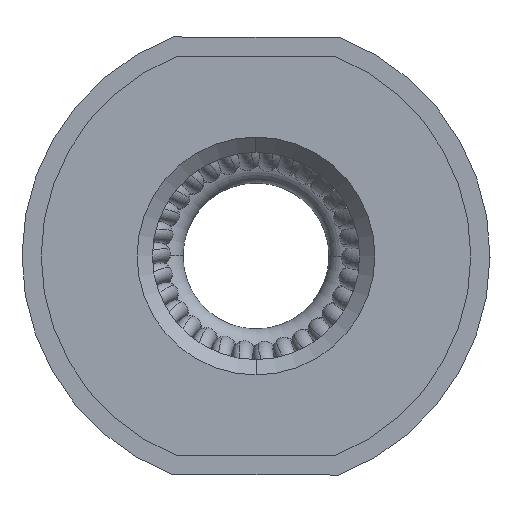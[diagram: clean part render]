
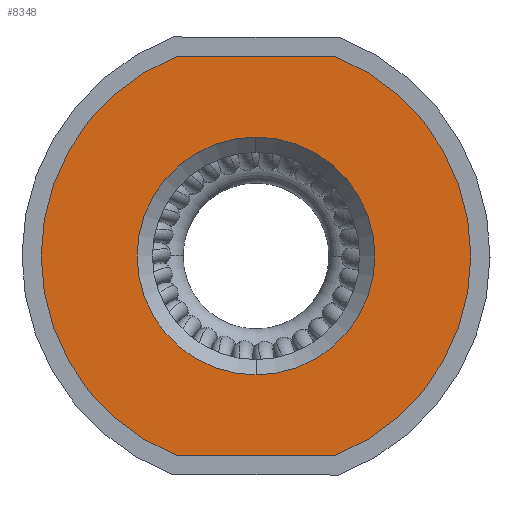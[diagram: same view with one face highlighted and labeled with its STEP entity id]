
A CAD part, front view. The second image highlights one B-rep face of the part: STEP entity #8348.
In plain terms, the highlighted face is planar.
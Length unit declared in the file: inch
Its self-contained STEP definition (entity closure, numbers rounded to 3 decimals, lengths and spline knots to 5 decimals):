
#117 = EDGE_CURVE ( 'NONE', #3074, #3932, #3451, .T. ) ;
#131 = DIRECTION ( 'NONE',  ( 0., 0., -1. ) ) ;
#139 = ORIENTED_EDGE ( 'NONE', *, *, #117, .T. ) ;
#238 = CARTESIAN_POINT ( 'NONE',  ( 0.076, 0., 0. ) ) ;
#279 = CARTESIAN_POINT ( 'NONE',  ( 0.076, 0., 0. ) ) ;
#309 = ORIENTED_EDGE ( 'NONE', *, *, #3614, .T. ) ;
#595 = CIRCLE ( 'NONE', #2117, 0.05599 ) ;
#679 = LINE ( 'NONE', #3729, #1336 ) ;
#894 = CARTESIAN_POINT ( 'NONE',  ( 0.076, -0.02076, -0.052 ) ) ;
#960 = DIRECTION ( 'NONE',  ( 1., 0., 0. ) ) ;
#1336 = VECTOR ( 'NONE', #3782, 39.37008 ) ;
#1350 = VERTEX_POINT ( 'NONE', #894 ) ;
#1874 = VERTEX_POINT ( 'NONE', #6818 ) ;
#2117 = AXIS2_PLACEMENT_3D ( 'NONE', #238, #960, #3162 ) ;
#2127 = DIRECTION ( 'NONE',  ( 0., -1., 0. ) ) ;
#2426 = CIRCLE ( 'NONE', #5940, 0.05599 ) ;
#2560 = DIRECTION ( 'NONE',  ( 0., 0., -1. ) ) ;
#2649 = ORIENTED_EDGE ( 'NONE', *, *, #7649, .T. ) ;
#3074 = VERTEX_POINT ( 'NONE', #5597 ) ;
#3162 = DIRECTION ( 'NONE',  ( 0., 0., -1. ) ) ;
#3208 = DIRECTION ( 'NONE',  ( 0., 0., -1. ) ) ;
#3237 = EDGE_LOOP ( 'NONE', ( #139, #5416 ) ) ;
#3451 = CIRCLE ( 'NONE', #7277, 0.031 ) ;
#3592 = FACE_BOUND ( 'NONE', #3237, .T. ) ;
#3614 = EDGE_CURVE ( 'NONE', #1350, #3684, #679, .T. ) ;
#3684 = VERTEX_POINT ( 'NONE', #7382 ) ;
#3729 = CARTESIAN_POINT ( 'NONE',  ( 0.076, -0.02076, -0.052 ) ) ;
#3782 = DIRECTION ( 'NONE',  ( 0., 1., 0. ) ) ;
#3834 = EDGE_LOOP ( 'NONE', ( #5451, #309, #7004, #2649 ) ) ;
#3932 = VERTEX_POINT ( 'NONE', #9368 ) ;
#4231 = LINE ( 'NONE', #6533, #4664 ) ;
#4664 = VECTOR ( 'NONE', #2127, 39.37008 ) ;
#5416 = ORIENTED_EDGE ( 'NONE', *, *, #8031, .T. ) ;
#5451 = ORIENTED_EDGE ( 'NONE', *, *, #6376, .T. ) ;
#5597 = CARTESIAN_POINT ( 'NONE',  ( 0.076, 0., -0.031 ) ) ;
#5817 = PLANE ( 'NONE',  #6349 ) ;
#5885 = AXIS2_PLACEMENT_3D ( 'NONE', #8989, #7646, #2560 ) ;
#5905 = EDGE_CURVE ( 'NONE', #3684, #7257, #2426, .T. ) ;
#5940 = AXIS2_PLACEMENT_3D ( 'NONE', #8221, #7335, #131 ) ;
#6349 = AXIS2_PLACEMENT_3D ( 'NONE', #7383, #6847, #3208 ) ;
#6376 = EDGE_CURVE ( 'NONE', #1874, #1350, #595, .T. ) ;
#6533 = CARTESIAN_POINT ( 'NONE',  ( 0.076, 0.02076, 0.052 ) ) ;
#6579 = FACE_OUTER_BOUND ( 'NONE', #3834, .T. ) ;
#6818 = CARTESIAN_POINT ( 'NONE',  ( 0.076, -0.02076, 0.052 ) ) ;
#6847 = DIRECTION ( 'NONE',  ( 1., 0., 0. ) ) ;
#6959 = CIRCLE ( 'NONE', #5885, 0.031 ) ;
#6978 = DIRECTION ( 'NONE',  ( 0., 0., -1. ) ) ;
#7004 = ORIENTED_EDGE ( 'NONE', *, *, #5905, .T. ) ;
#7257 = VERTEX_POINT ( 'NONE', #9002 ) ;
#7277 = AXIS2_PLACEMENT_3D ( 'NONE', #279, #9212, #6978 ) ;
#7335 = DIRECTION ( 'NONE',  ( 1., 0., 0. ) ) ;
#7382 = CARTESIAN_POINT ( 'NONE',  ( 0.076, 0.02076, -0.052 ) ) ;
#7383 = CARTESIAN_POINT ( 'NONE',  ( 0.076, 0., 0. ) ) ;
#7646 = DIRECTION ( 'NONE',  ( -1., 0., 0. ) ) ;
#7649 = EDGE_CURVE ( 'NONE', #7257, #1874, #4231, .T. ) ;
#8031 = EDGE_CURVE ( 'NONE', #3932, #3074, #6959, .T. ) ;
#8221 = CARTESIAN_POINT ( 'NONE',  ( 0.076, 0., 0. ) ) ;
#8348 = ADVANCED_FACE ( 'NONE', ( #3592, #6579 ), #5817, .T. ) ;
#8989 = CARTESIAN_POINT ( 'NONE',  ( 0.076, 0., 0. ) ) ;
#9002 = CARTESIAN_POINT ( 'NONE',  ( 0.076, 0.02076, 0.052 ) ) ;
#9212 = DIRECTION ( 'NONE',  ( -1., 0., 0. ) ) ;
#9368 = CARTESIAN_POINT ( 'NONE',  ( 0.076, 0., 0.031 ) ) ;
